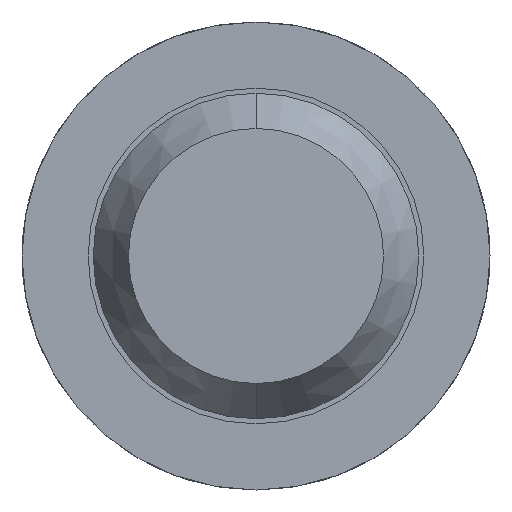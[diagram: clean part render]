
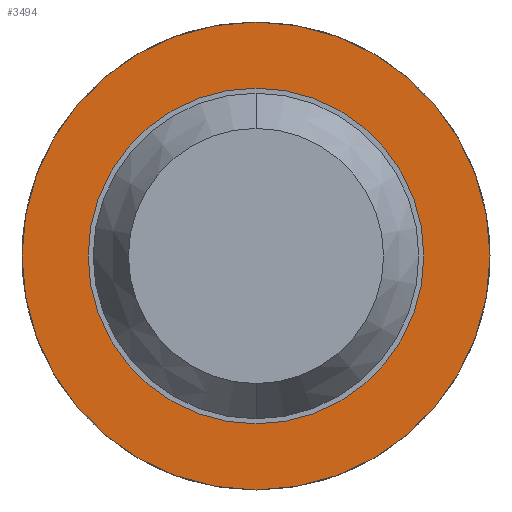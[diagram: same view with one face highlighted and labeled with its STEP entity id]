
A CAD part, front view. The second image highlights one B-rep face of the part: STEP entity #3494.
In plain terms, the highlighted planar face has unit normal (0, -1, 0).
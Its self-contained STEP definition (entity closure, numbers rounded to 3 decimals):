
#2 = EDGE_LOOP ( 'NONE', ( #257, #4476 ) ) ;
#110 = DIRECTION ( 'NONE',  ( 0., 0., 1. ) ) ;
#253 = DIRECTION ( 'NONE',  ( 0., 0., 1. ) ) ;
#257 = ORIENTED_EDGE ( 'NONE', *, *, #1405, .T. ) ;
#265 = CARTESIAN_POINT ( 'NONE',  ( 0., -1.7, 0. ) ) ;
#340 = AXIS2_PLACEMENT_3D ( 'NONE', #1162, #2656, #1538 ) ;
#433 = CARTESIAN_POINT ( 'NONE',  ( 0., -1.7, 0. ) ) ;
#634 = AXIS2_PLACEMENT_3D ( 'NONE', #1885, #2604, #747 ) ;
#718 = CARTESIAN_POINT ( 'NONE',  ( 0.825, -1.7, 0. ) ) ;
#731 = DIRECTION ( 'NONE',  ( 0., 0., 1. ) ) ;
#740 = FACE_BOUND ( 'NONE', #2, .T. ) ;
#747 = DIRECTION ( 'NONE',  ( 0., 0., 1. ) ) ;
#836 = CARTESIAN_POINT ( 'NONE',  ( 0., -1.7, -0.825 ) ) ;
#874 = AXIS2_PLACEMENT_3D ( 'NONE', #265, #1023, #253 ) ;
#1018 = VERTEX_POINT ( 'NONE', #4803 ) ;
#1023 = DIRECTION ( 'NONE',  ( 0., 1., 0. ) ) ;
#1133 = CIRCLE ( 'NONE', #340, 1.15 ) ;
#1162 = CARTESIAN_POINT ( 'NONE',  ( 0., -1.7, 0. ) ) ;
#1229 = VERTEX_POINT ( 'NONE', #2313 ) ;
#1254 = CIRCLE ( 'NONE', #874, 1.15 ) ;
#1379 = EDGE_CURVE ( 'Defeature ausgef�hrt3_10+Defeature ausgef�hrt3_14+Defeature ausgef�hrt3_14+Defeature ausgef�hrt3_14', #2997, #1229, #1133, .T. ) ;
#1405 = EDGE_CURVE ( 'Defeature ausgef�hrt3_14+Defeature ausgef�hrt3_13+Defeature ausgef�hrt3_13+Defeature ausgef�hrt3_13', #1018, #2169, #2026, .T. ) ;
#1425 = EDGE_LOOP ( 'NONE', ( #4316, #2437 ) ) ;
#1462 = PLANE ( 'NONE',  #2381 ) ;
#1538 = DIRECTION ( 'NONE',  ( 0., 0., 1. ) ) ;
#1583 = AXIS2_PLACEMENT_3D ( 'NONE', #433, #1978, #110 ) ;
#1746 = FACE_OUTER_BOUND ( 'NONE', #1425, .T. ) ;
#1885 = CARTESIAN_POINT ( 'NONE',  ( 0., -1.7, 0. ) ) ;
#1898 = EDGE_CURVE ( 'Defeature ausgef�hrt3_14+Defeature ausgef�hrt3_13+Defeature ausgef�hrt3_13+Defeature ausgef�hrt3_13', #2169, #1018, #4395, .T. ) ;
#1978 = DIRECTION ( 'NONE',  ( 0., 1., 0. ) ) ;
#2026 = CIRCLE ( 'NONE', #1583, 0.825 ) ;
#2169 = VERTEX_POINT ( 'NONE', #836 ) ;
#2313 = CARTESIAN_POINT ( 'NONE',  ( 0., -1.7, 1.15 ) ) ;
#2381 = AXIS2_PLACEMENT_3D ( 'NONE', #718, #2578, #731 ) ;
#2437 = ORIENTED_EDGE ( 'NONE', *, *, #1379, .F. ) ;
#2578 = DIRECTION ( 'NONE',  ( 0., 1., 0. ) ) ;
#2604 = DIRECTION ( 'NONE',  ( 0., 1., 0. ) ) ;
#2656 = DIRECTION ( 'NONE',  ( 0., 1., 0. ) ) ;
#2848 = EDGE_CURVE ( 'Defeature ausgef�hrt3_10+Defeature ausgef�hrt3_14+Defeature ausgef�hrt3_14+Defeature ausgef�hrt3_14', #1229, #2997, #1254, .T. ) ;
#2997 = VERTEX_POINT ( 'NONE', #3110 ) ;
#3110 = CARTESIAN_POINT ( 'NONE',  ( 0., -1.7, -1.15 ) ) ;
#3494 = ADVANCED_FACE ( 'Defeature ausgef�hrt3_14', ( #1746, #740 ), #1462, .F. ) ;
#4316 = ORIENTED_EDGE ( 'NONE', *, *, #2848, .F. ) ;
#4395 = CIRCLE ( 'NONE', #634, 0.825 ) ;
#4476 = ORIENTED_EDGE ( 'NONE', *, *, #1898, .T. ) ;
#4803 = CARTESIAN_POINT ( 'NONE',  ( 0., -1.7, 0.825 ) ) ;
